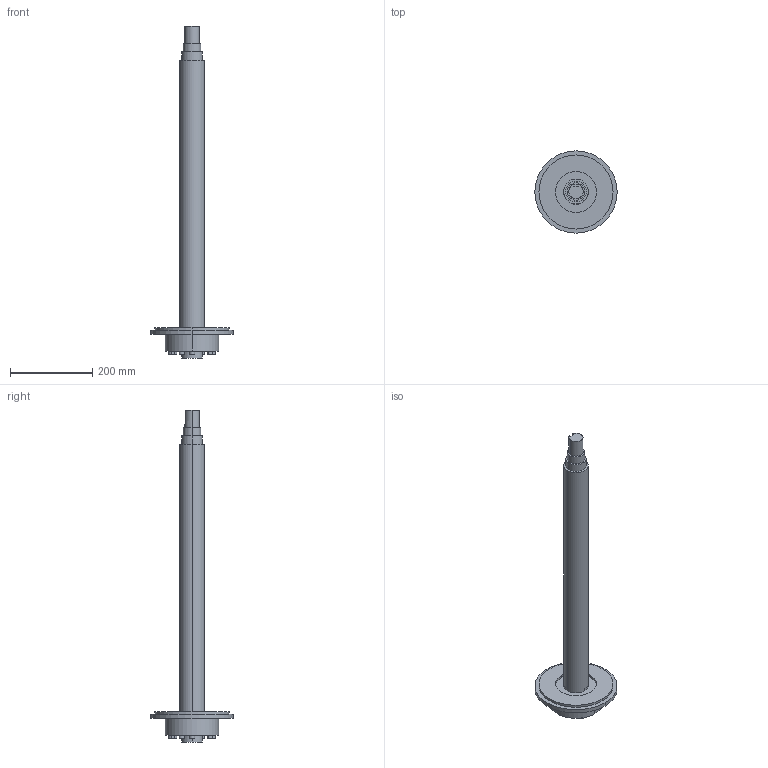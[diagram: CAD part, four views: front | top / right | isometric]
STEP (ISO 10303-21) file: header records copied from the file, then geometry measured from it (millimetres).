
FILE_DESCRIPTION((''),'2;1');
FILE_NAME('WHEEL_SHAFT_FRONT','2020-07-29T11:04:13',('marin'),(''),'CREO PARAMETRIC BY PTC INC, 2019224','CREO PARAMETRIC BY PTC INC, 2019224','');
FILE_SCHEMA(('CONFIG_CONTROL_DESIGN'));
Length unit declared in the file: millimetre
Products named in the file (1): WHEEL_SHAFT_FRONT
Bounding box: 200 x 200 x 806.8 mm (x, y, z)
Volume: 2958516.6 mm3; surface area: 232939 mm2
Topology: 1 solids, 1 shells, 68 faces, 142 edges, 96 vertices
Faces by surface type: cylinder 42, plane 26
Entity records: 1904 total; most frequent: DIRECTION 366, CARTESIAN_POINT 306, ORIENTED_EDGE 284, AXIS2_PLACEMENT_3D 156, EDGE_CURVE 142, VERTEX_POINT 96, EDGE_LOOP 88, CIRCLE 88
